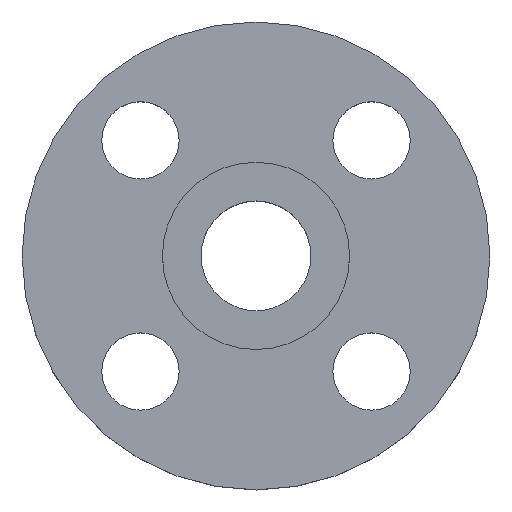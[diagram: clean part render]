
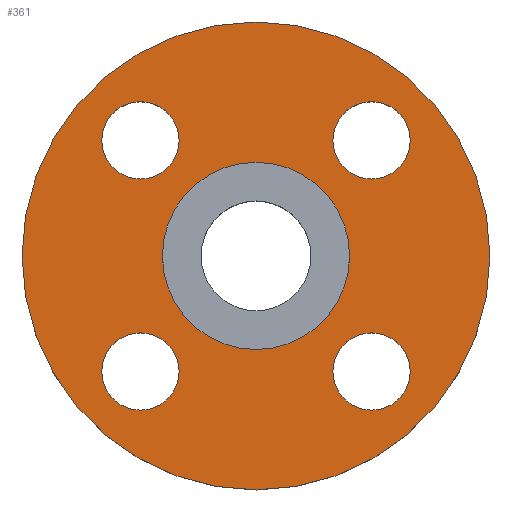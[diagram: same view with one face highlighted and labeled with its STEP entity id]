
A CAD part, top view. The second image highlights one B-rep face of the part: STEP entity #361.
In plain terms, the highlighted planar face has unit normal (0, 0, 1).
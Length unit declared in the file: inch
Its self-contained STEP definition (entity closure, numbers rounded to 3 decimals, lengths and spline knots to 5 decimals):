
#12 = EDGE_CURVE ( 'NONE', #560, #53, #332, .T. ) ;
#16 = DIRECTION ( 'NONE',  ( 0., 0., 1. ) ) ;
#17 = AXIS2_PLACEMENT_3D ( 'NONE', #643, #102, #317 ) ;
#23 = CARTESIAN_POINT ( 'NONE',  ( 0.61631, 0.92631, -0.25 ) ) ;
#31 = VERTEX_POINT ( 'NONE', #41 ) ;
#41 = CARTESIAN_POINT ( 'NONE',  ( 1.875, 0., -0.25 ) ) ;
#42 = CARTESIAN_POINT ( 'NONE',  ( 0., 0., -0.25 ) ) ;
#49 = CIRCLE ( 'NONE', #423, 1.875 ) ;
#52 = FACE_BOUND ( 'NONE', #197, .T. ) ;
#53 = VERTEX_POINT ( 'NONE', #587 ) ;
#55 = DIRECTION ( 'NONE',  ( 0., 0., 1. ) ) ;
#65 = CARTESIAN_POINT ( 'NONE',  ( 0.92631, 0.92631, -0.25 ) ) ;
#71 = AXIS2_PLACEMENT_3D ( 'NONE', #205, #16, #625 ) ;
#77 = VERTEX_POINT ( 'NONE', #593 ) ;
#89 = ORIENTED_EDGE ( 'NONE', *, *, #353, .F. ) ;
#91 = EDGE_CURVE ( 'NONE', #53, #560, #632, .T. ) ;
#94 = CIRCLE ( 'NONE', #284, 0.31 ) ;
#95 = AXIS2_PLACEMENT_3D ( 'NONE', #568, #654, #497 ) ;
#102 = DIRECTION ( 'NONE',  ( 0., 0., 1. ) ) ;
#103 = ORIENTED_EDGE ( 'NONE', *, *, #91, .F. ) ;
#104 = DIRECTION ( 'NONE',  ( 0., -1., 0. ) ) ;
#108 = AXIS2_PLACEMENT_3D ( 'NONE', #409, #132, #357 ) ;
#111 = FACE_BOUND ( 'NONE', #241, .T. ) ;
#120 = CARTESIAN_POINT ( 'NONE',  ( 1.23631, 0.92631, -0.25 ) ) ;
#122 = CIRCLE ( 'NONE', #535, 0.31 ) ;
#132 = DIRECTION ( 'NONE',  ( 0., 0., -1. ) ) ;
#141 = AXIS2_PLACEMENT_3D ( 'NONE', #478, #679, #429 ) ;
#149 = DIRECTION ( 'NONE',  ( 0., 0., 1. ) ) ;
#150 = DIRECTION ( 'NONE',  ( 0., 0., 1. ) ) ;
#163 = DIRECTION ( 'NONE',  ( 0., 0., 1. ) ) ;
#166 = FACE_BOUND ( 'NONE', #374, .T. ) ;
#179 = ORIENTED_EDGE ( 'NONE', *, *, #216, .T. ) ;
#197 = EDGE_LOOP ( 'NONE', ( #286, #103 ) ) ;
#205 = CARTESIAN_POINT ( 'NONE',  ( -0.92631, -0.92631, -0.25 ) ) ;
#215 = CARTESIAN_POINT ( 'NONE',  ( -1.875, 0., -0.25 ) ) ;
#216 = EDGE_CURVE ( 'NONE', #268, #383, #398, .T. ) ;
#221 = CARTESIAN_POINT ( 'NONE',  ( 0., 0., -0.25 ) ) ;
#237 = ORIENTED_EDGE ( 'NONE', *, *, #378, .T. ) ;
#238 = AXIS2_PLACEMENT_3D ( 'NONE', #386, #608, #603 ) ;
#241 = EDGE_LOOP ( 'NONE', ( #280, #381 ) ) ;
#263 = EDGE_CURVE ( 'NONE', #31, #349, #501, .T. ) ;
#266 = CARTESIAN_POINT ( 'NONE',  ( -0.92631, 0.92631, -0.25 ) ) ;
#268 = VERTEX_POINT ( 'NONE', #687 ) ;
#270 = DIRECTION ( 'NONE',  ( 1., 0., 0. ) ) ;
#275 = EDGE_CURVE ( 'NONE', #676, #77, #94, .T. ) ;
#279 = FACE_BOUND ( 'NONE', #435, .T. ) ;
#280 = ORIENTED_EDGE ( 'NONE', *, *, #275, .F. ) ;
#284 = AXIS2_PLACEMENT_3D ( 'NONE', #483, #55, #104 ) ;
#286 = ORIENTED_EDGE ( 'NONE', *, *, #12, .F. ) ;
#296 = ORIENTED_EDGE ( 'NONE', *, *, #694, .T. ) ;
#307 = CARTESIAN_POINT ( 'NONE',  ( 0., 0., -0.25 ) ) ;
#314 = CIRCLE ( 'NONE', #141, 0.75 ) ;
#316 = DIRECTION ( 'NONE',  ( 0., 0., 1. ) ) ;
#317 = DIRECTION ( 'NONE',  ( -1., 0., 0. ) ) ;
#322 = ORIENTED_EDGE ( 'NONE', *, *, #385, .F. ) ;
#327 = AXIS2_PLACEMENT_3D ( 'NONE', #266, #351, #340 ) ;
#332 = CIRCLE ( 'NONE', #17, 0.31 ) ;
#340 = DIRECTION ( 'NONE',  ( 0., 1., 0. ) ) ;
#349 = VERTEX_POINT ( 'NONE', #215 ) ;
#351 = DIRECTION ( 'NONE',  ( 0., 0., 1. ) ) ;
#353 = EDGE_CURVE ( 'NONE', #507, #437, #604, .T. ) ;
#355 = CARTESIAN_POINT ( 'NONE',  ( -0.92631, 0.61631, -0.25 ) ) ;
#357 = DIRECTION ( 'NONE',  ( 1., 0., 0. ) ) ;
#361 = ADVANCED_FACE ( 'NONE', ( #111, #52, #279, #441, #166, #649 ), #391, .T. ) ;
#363 = ORIENTED_EDGE ( 'NONE', *, *, #263, .T. ) ;
#373 = AXIS2_PLACEMENT_3D ( 'NONE', #307, #150, #586 ) ;
#374 = EDGE_LOOP ( 'NONE', ( #179, #237 ) ) ;
#378 = EDGE_CURVE ( 'NONE', #383, #268, #314, .T. ) ;
#381 = ORIENTED_EDGE ( 'NONE', *, *, #671, .F. ) ;
#383 = VERTEX_POINT ( 'NONE', #641 ) ;
#384 = DIRECTION ( 'NONE',  ( 1., 0., 0. ) ) ;
#385 = EDGE_CURVE ( 'NONE', #666, #457, #705, .T. ) ;
#386 = CARTESIAN_POINT ( 'NONE',  ( 0.92631, 0.92631, -0.25 ) ) ;
#388 = DIRECTION ( 'NONE',  ( 0., -1., 0. ) ) ;
#391 = PLANE ( 'NONE',  #373 ) ;
#393 = CARTESIAN_POINT ( 'NONE',  ( -0.92631, 1.23631, -0.25 ) ) ;
#394 = EDGE_CURVE ( 'NONE', #437, #507, #122, .T. ) ;
#398 = CIRCLE ( 'NONE', #108, 0.75 ) ;
#409 = CARTESIAN_POINT ( 'NONE',  ( 0., 0., -0.25 ) ) ;
#417 = CARTESIAN_POINT ( 'NONE',  ( -1.23631, -0.92631, -0.25 ) ) ;
#423 = AXIS2_PLACEMENT_3D ( 'NONE', #221, #444, #384 ) ;
#429 = DIRECTION ( 'NONE',  ( 1., 0., 0. ) ) ;
#430 = ORIENTED_EDGE ( 'NONE', *, *, #394, .F. ) ;
#435 = EDGE_LOOP ( 'NONE', ( #322, #452 ) ) ;
#437 = VERTEX_POINT ( 'NONE', #120 ) ;
#441 = FACE_BOUND ( 'NONE', #698, .T. ) ;
#444 = DIRECTION ( 'NONE',  ( 0., 0., 1. ) ) ;
#447 = CIRCLE ( 'NONE', #95, 0.31 ) ;
#452 = ORIENTED_EDGE ( 'NONE', *, *, #648, .F. ) ;
#457 = VERTEX_POINT ( 'NONE', #355 ) ;
#478 = CARTESIAN_POINT ( 'NONE',  ( 0., 0., -0.25 ) ) ;
#483 = CARTESIAN_POINT ( 'NONE',  ( 0.92631, -0.92631, -0.25 ) ) ;
#497 = DIRECTION ( 'NONE',  ( 0., 1., 0. ) ) ;
#501 = CIRCLE ( 'NONE', #644, 1.875 ) ;
#507 = VERTEX_POINT ( 'NONE', #23 ) ;
#535 = AXIS2_PLACEMENT_3D ( 'NONE', #65, #149, #270 ) ;
#550 = CARTESIAN_POINT ( 'NONE',  ( 0.92631, -1.23631, -0.25 ) ) ;
#551 = CIRCLE ( 'NONE', #652, 0.31 ) ;
#556 = CARTESIAN_POINT ( 'NONE',  ( 0.92631, -0.92631, -0.25 ) ) ;
#558 = DIRECTION ( 'NONE',  ( 1., 0., 0. ) ) ;
#560 = VERTEX_POINT ( 'NONE', #417 ) ;
#568 = CARTESIAN_POINT ( 'NONE',  ( -0.92631, 0.92631, -0.25 ) ) ;
#586 = DIRECTION ( 'NONE',  ( 1., 0., 0. ) ) ;
#587 = CARTESIAN_POINT ( 'NONE',  ( -0.61631, -0.92631, -0.25 ) ) ;
#593 = CARTESIAN_POINT ( 'NONE',  ( 0.92631, -0.61631, -0.25 ) ) ;
#603 = DIRECTION ( 'NONE',  ( 1., 0., 0. ) ) ;
#604 = CIRCLE ( 'NONE', #238, 0.31 ) ;
#608 = DIRECTION ( 'NONE',  ( 0., 0., 1. ) ) ;
#609 = EDGE_LOOP ( 'NONE', ( #363, #296 ) ) ;
#625 = DIRECTION ( 'NONE',  ( -1., 0., 0. ) ) ;
#632 = CIRCLE ( 'NONE', #71, 0.31 ) ;
#641 = CARTESIAN_POINT ( 'NONE',  ( -0.75, 0., -0.25 ) ) ;
#643 = CARTESIAN_POINT ( 'NONE',  ( -0.92631, -0.92631, -0.25 ) ) ;
#644 = AXIS2_PLACEMENT_3D ( 'NONE', #42, #316, #558 ) ;
#648 = EDGE_CURVE ( 'NONE', #457, #666, #447, .T. ) ;
#649 = FACE_OUTER_BOUND ( 'NONE', #609, .T. ) ;
#652 = AXIS2_PLACEMENT_3D ( 'NONE', #556, #163, #388 ) ;
#654 = DIRECTION ( 'NONE',  ( 0., 0., 1. ) ) ;
#666 = VERTEX_POINT ( 'NONE', #393 ) ;
#671 = EDGE_CURVE ( 'NONE', #77, #676, #551, .T. ) ;
#676 = VERTEX_POINT ( 'NONE', #550 ) ;
#679 = DIRECTION ( 'NONE',  ( 0., 0., -1. ) ) ;
#687 = CARTESIAN_POINT ( 'NONE',  ( 0.75, 0., -0.25 ) ) ;
#694 = EDGE_CURVE ( 'NONE', #349, #31, #49, .T. ) ;
#698 = EDGE_LOOP ( 'NONE', ( #430, #89 ) ) ;
#705 = CIRCLE ( 'NONE', #327, 0.31 ) ;
